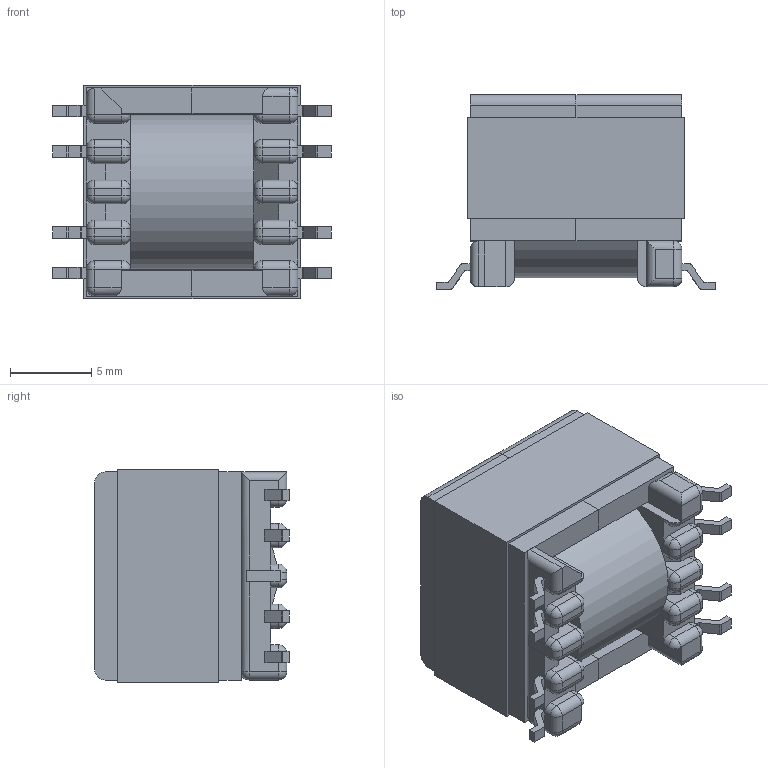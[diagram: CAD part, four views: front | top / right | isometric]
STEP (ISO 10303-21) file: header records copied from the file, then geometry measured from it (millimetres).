
FILE_DESCRIPTION (( 'STEP AP214' ), '1' );
FILE_NAME ('EP13-2381-0899_MP3-8.STEP', '2021-06-29T21:54:16', ( '' ), ( '' ), 'SwSTEP 2.0', 'SolidWorks 2017', '' );
FILE_SCHEMA (( 'AUTOMOTIVE_DESIGN' ));
Length unit declared in the file: millimetre
Products named in the file (5): EP13-2381; EP13-2381-0899_MP3-8; 440-9988-0899; 150-0899_6D; 070-2381_6P
Assembly tree (5 placements, depth 2):
  EP13-2381-0899_MP3-8
    070-2381_6P
    EP13-2381
    150-0899_6D  x2
    440-9988-0899
Bounding box: 17.16 x 11.96 x 13.12 mm (x, y, z)
Volume: 1752.2 mm3; surface area: 3132.9 mm2
Topology: 5 solids, 5 shells, 348 faces, 914 edges, 542 vertices
Faces by surface type: plane 176, cylinder 134, sphere 38
Entity records: 11398 total; most frequent: DIRECTION 1760, CARTESIAN_POINT 1747, ORIENTED_EDGE 1680, EDGE_CURVE 840, AXIS2_PLACEMENT_3D 595, LINE 570, VECTOR 570, VERTEX_POINT 518
